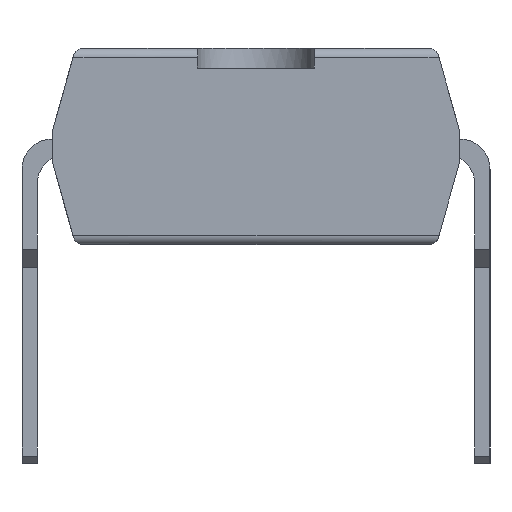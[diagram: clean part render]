
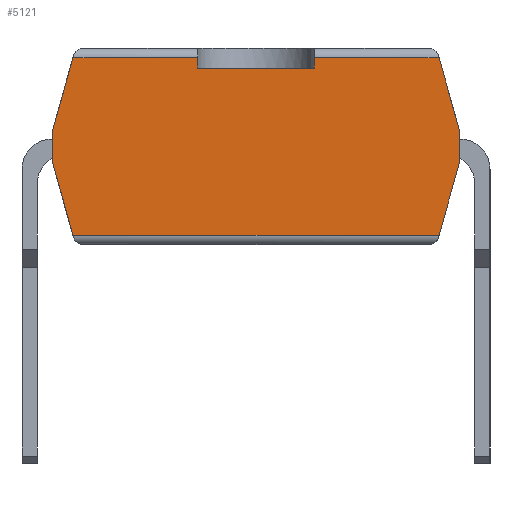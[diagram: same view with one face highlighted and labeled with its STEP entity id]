
A CAD part, left-side view. The second image highlights one B-rep face of the part: STEP entity #5121.
In plain terms, the highlighted planar face has unit normal (-1, 0, 0).
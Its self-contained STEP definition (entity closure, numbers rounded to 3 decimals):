
#273=PLANE('',#5489);
#528=FACE_OUTER_BOUND('',#789,.T.);
#789=EDGE_LOOP('',(#4746,#4747,#4748,#4749,#4750,#4751,#4752,#4753,#4754,
#4755,#4756,#4757));
#1415=LINE('',#8240,#2060);
#1421=LINE('',#8258,#2066);
#1424=LINE('',#8264,#2069);
#1425=LINE('',#8266,#2070);
#1426=LINE('',#8268,#2071);
#1427=LINE('',#8270,#2072);
#1428=LINE('',#8272,#2073);
#1429=LINE('',#8274,#2074);
#1430=LINE('',#8276,#2075);
#1431=LINE('',#8278,#2076);
#1432=LINE('',#8280,#2077);
#1433=LINE('',#8281,#2078);
#2060=VECTOR('',#6754,10.);
#2066=VECTOR('',#6774,10.);
#2069=VECTOR('',#6779,10.);
#2070=VECTOR('',#6780,10.);
#2071=VECTOR('',#6781,10.);
#2072=VECTOR('',#6782,10.);
#2073=VECTOR('',#6783,10.);
#2074=VECTOR('',#6784,10.);
#2075=VECTOR('',#6785,10.);
#2076=VECTOR('',#6786,10.);
#2077=VECTOR('',#6787,10.);
#2078=VECTOR('',#6788,10.);
#2615=VERTEX_POINT('',#8238);
#2616=VERTEX_POINT('',#8239);
#2621=VERTEX_POINT('',#8257);
#2623=VERTEX_POINT('',#8263);
#2624=VERTEX_POINT('',#8265);
#2625=VERTEX_POINT('',#8267);
#2626=VERTEX_POINT('',#8269);
#2627=VERTEX_POINT('',#8271);
#2628=VERTEX_POINT('',#8273);
#2629=VERTEX_POINT('',#8275);
#2630=VERTEX_POINT('',#8277);
#2631=VERTEX_POINT('',#8279);
#3325=EDGE_CURVE('',#2615,#2616,#1415,.T.);
#3335=EDGE_CURVE('',#2621,#2616,#1421,.T.);
#3338=EDGE_CURVE('',#2615,#2623,#1424,.T.);
#3339=EDGE_CURVE('',#2623,#2624,#1425,.T.);
#3340=EDGE_CURVE('',#2624,#2625,#1426,.T.);
#3341=EDGE_CURVE('',#2626,#2625,#1427,.T.);
#3342=EDGE_CURVE('',#2626,#2627,#1428,.T.);
#3343=EDGE_CURVE('',#2627,#2628,#1429,.T.);
#3344=EDGE_CURVE('',#2628,#2629,#1430,.T.);
#3345=EDGE_CURVE('',#2630,#2629,#1431,.T.);
#3346=EDGE_CURVE('',#2630,#2631,#1432,.T.);
#3347=EDGE_CURVE('',#2621,#2631,#1433,.T.);
#4746=ORIENTED_EDGE('',*,*,#3325,.F.);
#4747=ORIENTED_EDGE('',*,*,#3338,.T.);
#4748=ORIENTED_EDGE('',*,*,#3339,.T.);
#4749=ORIENTED_EDGE('',*,*,#3340,.T.);
#4750=ORIENTED_EDGE('',*,*,#3341,.F.);
#4751=ORIENTED_EDGE('',*,*,#3342,.T.);
#4752=ORIENTED_EDGE('',*,*,#3343,.T.);
#4753=ORIENTED_EDGE('',*,*,#3344,.T.);
#4754=ORIENTED_EDGE('',*,*,#3345,.F.);
#4755=ORIENTED_EDGE('',*,*,#3346,.T.);
#4756=ORIENTED_EDGE('',*,*,#3347,.F.);
#4757=ORIENTED_EDGE('',*,*,#3335,.T.);
#5121=ADVANCED_FACE('',(#528),#273,.T.);
#5489=AXIS2_PLACEMENT_3D('',#8262,#6777,#6778);
#6754=DIRECTION('',(0.,1.,0.));
#6774=DIRECTION('',(0.,-0.271,-0.963));
#6777=DIRECTION('center_axis',(-1.,0.,0.));
#6778=DIRECTION('ref_axis',(0.,-1.,0.));
#6779=DIRECTION('',(0.,-0.271,0.963));
#6780=DIRECTION('',(0.,0.,1.));
#6781=DIRECTION('',(0.,0.271,0.963));
#6782=DIRECTION('',(0.,-1.,0.));
#6783=DIRECTION('',(0.,0.,-1.));
#6784=DIRECTION('',(0.,1.,0.));
#6785=DIRECTION('',(0.,0.,1.));
#6786=DIRECTION('',(0.,-1.,0.));
#6787=DIRECTION('',(0.,0.271,-0.963));
#6788=DIRECTION('',(0.,0.,1.));
#8238=CARTESIAN_POINT('',(-9.779,-3.08,0.738));
#8239=CARTESIAN_POINT('',(-9.779,3.08,0.738));
#8240=CARTESIAN_POINT('',(-9.779,1.715,0.738));
#8257=CARTESIAN_POINT('',(-9.779,3.429,1.978));
#8258=CARTESIAN_POINT('',(-9.779,3.247,1.331));
#8262=CARTESIAN_POINT('Origin',(-9.779,3.429,0.581));
#8263=CARTESIAN_POINT('',(-9.779,-3.429,1.978));
#8264=CARTESIAN_POINT('',(-9.779,-2.797,-0.263));
#8265=CARTESIAN_POINT('',(-9.779,-3.429,2.486));
#8266=CARTESIAN_POINT('',(-9.779,-3.429,0.581));
#8267=CARTESIAN_POINT('',(-9.779,-3.08,3.726));
#8268=CARTESIAN_POINT('',(-9.779,-3.425,2.499));
#8269=CARTESIAN_POINT('',(-9.779,-0.984,3.726));
#8270=CARTESIAN_POINT('',(-9.779,1.715,3.726));
#8271=CARTESIAN_POINT('',(-9.779,-0.984,3.553));
#8272=CARTESIAN_POINT('',(-9.779,-0.984,3.883));
#8273=CARTESIAN_POINT('',(-9.779,0.984,3.553));
#8274=CARTESIAN_POINT('',(-9.779,1.715,3.553));
#8275=CARTESIAN_POINT('',(-9.779,0.984,3.726));
#8276=CARTESIAN_POINT('',(-9.779,0.984,3.883));
#8277=CARTESIAN_POINT('',(-9.779,3.08,3.726));
#8278=CARTESIAN_POINT('',(-9.779,1.715,3.726));
#8279=CARTESIAN_POINT('',(-9.779,3.429,2.486));
#8280=CARTESIAN_POINT('',(-9.779,3.481,2.302));
#8281=CARTESIAN_POINT('',(-9.779,3.429,0.581));
